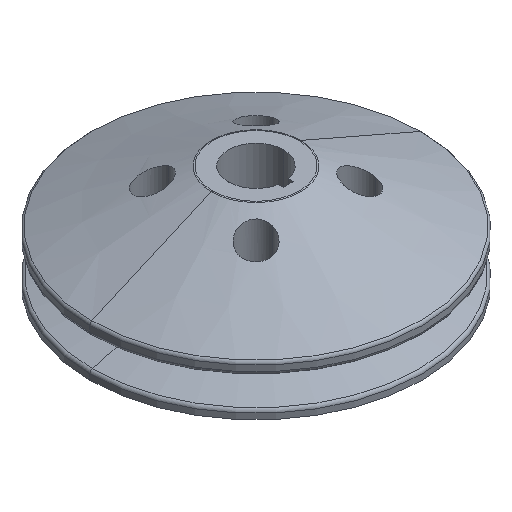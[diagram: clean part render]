
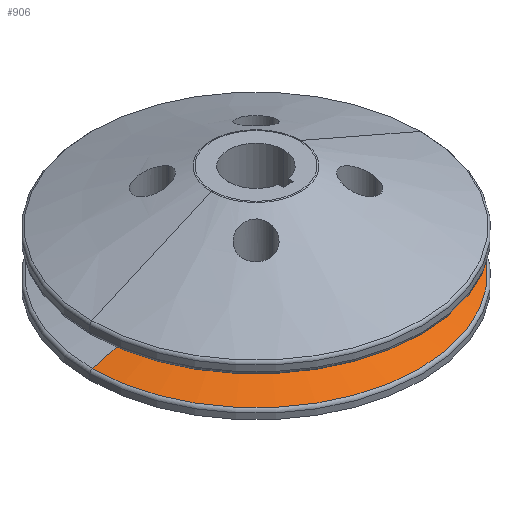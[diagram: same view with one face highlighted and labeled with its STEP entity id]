
A CAD part, isometric view. The second image highlights one B-rep face of the part: STEP entity #906.
In plain terms, the highlighted conical face has half-angle 75 degrees and reference radius 40 mm.
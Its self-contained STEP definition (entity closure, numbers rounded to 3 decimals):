
#15 = DIRECTION ( 'NONE',  ( 0., 0., -1. ) ) ;
#63 = CARTESIAN_POINT ( 'NONE',  ( -40., 0., -10.303 ) ) ;
#79 = VERTEX_POINT ( 'NONE', #168 ) ;
#143 = DIRECTION ( 'NONE',  ( 0.966, 0., -0.259 ) ) ;
#168 = CARTESIAN_POINT ( 'NONE',  ( -40.741, 0., -10.501 ) ) ;
#176 = AXIS2_PLACEMENT_3D ( 'NONE', #437, #964, #1362 ) ;
#186 = CARTESIAN_POINT ( 'NONE',  ( 0., 0., -13.051 ) ) ;
#199 = DIRECTION ( 'NONE',  ( 1., 0., 0. ) ) ;
#257 = CIRCLE ( 'NONE', #176, 40.741 ) ;
#289 = VERTEX_POINT ( 'NONE', #1140 ) ;
#303 = ORIENTED_EDGE ( 'NONE', *, *, #410, .T. ) ;
#322 = EDGE_CURVE ( 'NONE', #79, #509, #981, .T. ) ;
#356 = VECTOR ( 'NONE', #1511, 1000. ) ;
#363 = ORIENTED_EDGE ( 'NONE', *, *, #322, .T. ) ;
#373 = CIRCLE ( 'NONE', #1630, 50.259 ) ;
#393 = CARTESIAN_POINT ( 'NONE',  ( 50.259, 0., -13.051 ) ) ;
#410 = EDGE_CURVE ( 'NONE', #509, #1344, #373, .T. ) ;
#437 = CARTESIAN_POINT ( 'NONE',  ( 0., 0., -10.501 ) ) ;
#508 = AXIS2_PLACEMENT_3D ( 'NONE', #1214, #15, #556 ) ;
#509 = VERTEX_POINT ( 'NONE', #798 ) ;
#534 = VECTOR ( 'NONE', #143, 1000. ) ;
#545 = LINE ( 'NONE', #557, #534 ) ;
#556 = DIRECTION ( 'NONE',  ( -1., 0., 0. ) ) ;
#557 = CARTESIAN_POINT ( 'NONE',  ( 40., 0., -10.303 ) ) ;
#572 = DIRECTION ( 'NONE',  ( 0., 0., 1. ) ) ;
#685 = FACE_OUTER_BOUND ( 'NONE', #1089, .T. ) ;
#798 = CARTESIAN_POINT ( 'NONE',  ( -50.259, 0., -13.051 ) ) ;
#875 = ORIENTED_EDGE ( 'NONE', *, *, #1453, .F. ) ;
#906 = ADVANCED_FACE ( 'NONE', ( #685 ), #929, .T. ) ;
#913 = EDGE_CURVE ( 'NONE', #289, #79, #257, .T. ) ;
#929 = CONICAL_SURFACE ( 'NONE', #508, 40., 1.309 ) ;
#964 = DIRECTION ( 'NONE',  ( 0., 0., -1. ) ) ;
#981 = LINE ( 'NONE', #63, #356 ) ;
#1089 = EDGE_LOOP ( 'NONE', ( #875, #1564, #363, #303 ) ) ;
#1140 = CARTESIAN_POINT ( 'NONE',  ( 40.741, 0., -10.501 ) ) ;
#1214 = CARTESIAN_POINT ( 'NONE',  ( 0., 0., -10.303 ) ) ;
#1344 = VERTEX_POINT ( 'NONE', #393 ) ;
#1362 = DIRECTION ( 'NONE',  ( -1., 0., 0. ) ) ;
#1453 = EDGE_CURVE ( 'NONE', #289, #1344, #545, .T. ) ;
#1511 = DIRECTION ( 'NONE',  ( -0.966, 0., -0.259 ) ) ;
#1564 = ORIENTED_EDGE ( 'NONE', *, *, #913, .T. ) ;
#1630 = AXIS2_PLACEMENT_3D ( 'NONE', #186, #572, #199 ) ;
